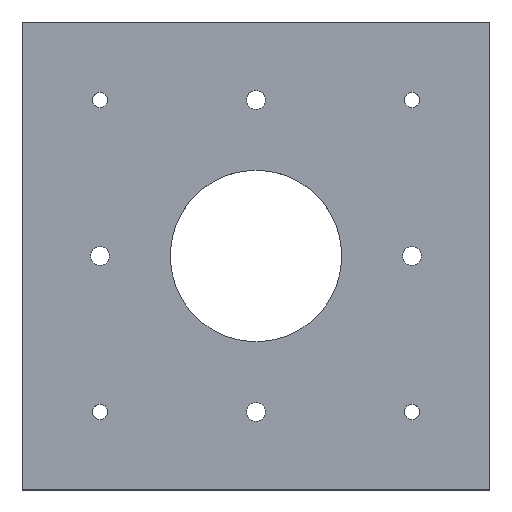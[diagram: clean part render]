
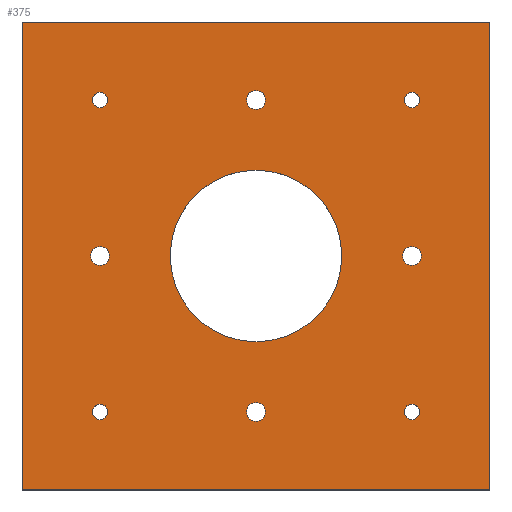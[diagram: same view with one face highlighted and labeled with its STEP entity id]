
A CAD part, top view. The second image highlights one B-rep face of the part: STEP entity #375.
In plain terms, the highlighted planar face has unit normal (0, 0, 1).
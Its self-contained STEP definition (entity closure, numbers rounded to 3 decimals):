
#28=FACE_BOUND('',#96,.T.);
#29=FACE_BOUND('',#97,.T.);
#30=FACE_BOUND('',#98,.T.);
#31=FACE_BOUND('',#99,.T.);
#32=FACE_BOUND('',#100,.T.);
#33=FACE_BOUND('',#101,.T.);
#34=FACE_BOUND('',#102,.T.);
#35=FACE_BOUND('',#103,.T.);
#36=FACE_BOUND('',#104,.T.);
#46=CIRCLE('',#397,2.5);
#47=CIRCLE('',#398,2.5);
#48=CIRCLE('',#399,2.5);
#49=CIRCLE('',#400,2.5);
#50=CIRCLE('',#401,3.);
#51=CIRCLE('',#402,3.);
#52=CIRCLE('',#403,3.);
#53=CIRCLE('',#404,3.);
#54=CIRCLE('',#405,27.5);
#76=FACE_OUTER_BOUND('',#95,.T.);
#95=EDGE_LOOP('',(#279,#280,#281,#282));
#96=EDGE_LOOP('',(#283));
#97=EDGE_LOOP('',(#284));
#98=EDGE_LOOP('',(#285));
#99=EDGE_LOOP('',(#286));
#100=EDGE_LOOP('',(#287));
#101=EDGE_LOOP('',(#288));
#102=EDGE_LOOP('',(#289));
#103=EDGE_LOOP('',(#290));
#104=EDGE_LOOP('',(#291));
#130=LINE('',#562,#155);
#133=LINE('',#568,#158);
#136=LINE('',#574,#161);
#139=LINE('',#578,#164);
#155=VECTOR('',#443,150.);
#158=VECTOR('',#448,150.);
#161=VECTOR('',#453,150.);
#164=VECTOR('',#458,150.);
#180=VERTEX_POINT('',#559);
#181=VERTEX_POINT('',#561);
#183=VERTEX_POINT('',#567);
#185=VERTEX_POINT('',#573);
#186=VERTEX_POINT('',#580);
#187=VERTEX_POINT('',#582);
#188=VERTEX_POINT('',#584);
#189=VERTEX_POINT('',#586);
#190=VERTEX_POINT('',#588);
#191=VERTEX_POINT('',#590);
#192=VERTEX_POINT('',#592);
#193=VERTEX_POINT('',#594);
#194=VERTEX_POINT('',#596);
#214=EDGE_CURVE('',#180,#181,#130,.T.);
#217=EDGE_CURVE('',#181,#183,#133,.T.);
#220=EDGE_CURVE('',#183,#185,#136,.T.);
#223=EDGE_CURVE('',#185,#180,#139,.T.);
#224=EDGE_CURVE('',#186,#186,#46,.T.);
#225=EDGE_CURVE('',#187,#187,#47,.T.);
#226=EDGE_CURVE('',#188,#188,#48,.T.);
#227=EDGE_CURVE('',#189,#189,#49,.T.);
#228=EDGE_CURVE('',#190,#190,#50,.T.);
#229=EDGE_CURVE('',#191,#191,#51,.T.);
#230=EDGE_CURVE('',#192,#192,#52,.T.);
#231=EDGE_CURVE('',#193,#193,#53,.T.);
#232=EDGE_CURVE('',#194,#194,#54,.T.);
#279=ORIENTED_EDGE('',*,*,#214,.F.);
#280=ORIENTED_EDGE('',*,*,#223,.F.);
#281=ORIENTED_EDGE('',*,*,#220,.F.);
#282=ORIENTED_EDGE('',*,*,#217,.F.);
#283=ORIENTED_EDGE('',*,*,#224,.T.);
#284=ORIENTED_EDGE('',*,*,#225,.T.);
#285=ORIENTED_EDGE('',*,*,#226,.T.);
#286=ORIENTED_EDGE('',*,*,#227,.T.);
#287=ORIENTED_EDGE('',*,*,#228,.T.);
#288=ORIENTED_EDGE('',*,*,#229,.T.);
#289=ORIENTED_EDGE('',*,*,#230,.T.);
#290=ORIENTED_EDGE('',*,*,#231,.T.);
#291=ORIENTED_EDGE('',*,*,#232,.F.);
#369=PLANE('',#396);
#375=ADVANCED_FACE('',(#76,#28,#29,#30,#31,#32,#33,#34,#35,#36),#369,.F.);
#396=AXIS2_PLACEMENT_3D('',#579,#459,#460);
#397=AXIS2_PLACEMENT_3D('',#581,#461,#462);
#398=AXIS2_PLACEMENT_3D('',#583,#463,#464);
#399=AXIS2_PLACEMENT_3D('',#585,#465,#466);
#400=AXIS2_PLACEMENT_3D('',#587,#467,#468);
#401=AXIS2_PLACEMENT_3D('',#589,#469,#470);
#402=AXIS2_PLACEMENT_3D('',#591,#471,#472);
#403=AXIS2_PLACEMENT_3D('',#593,#473,#474);
#404=AXIS2_PLACEMENT_3D('',#595,#475,#476);
#405=AXIS2_PLACEMENT_3D('',#597,#477,#478);
#443=DIRECTION('',(0.,-1.,0.));
#448=DIRECTION('',(-1.,0.,0.));
#453=DIRECTION('',(0.,1.,0.));
#458=DIRECTION('',(1.,0.,0.));
#459=DIRECTION('center_axis',(0.,0.,-1.));
#460=DIRECTION('ref_axis',(-1.,0.,0.));
#461=DIRECTION('center_axis',(0.,0.,-1.));
#462=DIRECTION('ref_axis',(-1.,0.,0.));
#463=DIRECTION('center_axis',(0.,0.,-1.));
#464=DIRECTION('ref_axis',(-1.,0.,0.));
#465=DIRECTION('center_axis',(0.,0.,-1.));
#466=DIRECTION('ref_axis',(-1.,0.,0.));
#467=DIRECTION('center_axis',(0.,0.,-1.));
#468=DIRECTION('ref_axis',(-1.,0.,0.));
#469=DIRECTION('center_axis',(0.,0.,-1.));
#470=DIRECTION('ref_axis',(-1.,0.,0.));
#471=DIRECTION('center_axis',(0.,0.,-1.));
#472=DIRECTION('ref_axis',(-1.,0.,0.));
#473=DIRECTION('center_axis',(0.,0.,-1.));
#474=DIRECTION('ref_axis',(-1.,0.,0.));
#475=DIRECTION('center_axis',(0.,0.,-1.));
#476=DIRECTION('ref_axis',(-1.,0.,0.));
#477=DIRECTION('center_axis',(0.,0.,1.));
#478=DIRECTION('ref_axis',(1.,0.,0.));
#559=CARTESIAN_POINT('',(75.,75.,10.));
#561=CARTESIAN_POINT('',(75.,-75.,10.));
#562=CARTESIAN_POINT('',(75.,75.,10.));
#567=CARTESIAN_POINT('',(-75.,-75.,10.));
#568=CARTESIAN_POINT('',(75.,-75.,10.));
#573=CARTESIAN_POINT('',(-75.,75.,10.));
#574=CARTESIAN_POINT('',(-75.,-75.,10.));
#578=CARTESIAN_POINT('',(-75.,75.,10.));
#579=CARTESIAN_POINT('Origin',(12.,11.,10.));
#580=CARTESIAN_POINT('',(47.5,50.,10.));
#581=CARTESIAN_POINT('Origin',(50.,50.,10.));
#582=CARTESIAN_POINT('',(47.5,-50.,10.));
#583=CARTESIAN_POINT('Origin',(50.,-50.,10.));
#584=CARTESIAN_POINT('',(-52.5,50.,10.));
#585=CARTESIAN_POINT('Origin',(-50.,50.,10.));
#586=CARTESIAN_POINT('',(-52.5,-50.,10.));
#587=CARTESIAN_POINT('Origin',(-50.,-50.,10.));
#588=CARTESIAN_POINT('',(47.,0.,10.));
#589=CARTESIAN_POINT('Origin',(50.,0.,10.));
#590=CARTESIAN_POINT('',(0.,-47.,10.));
#591=CARTESIAN_POINT('Origin',(0.,-50.,10.));
#592=CARTESIAN_POINT('',(-47.,0.,10.));
#593=CARTESIAN_POINT('Origin',(-50.,0.,10.));
#594=CARTESIAN_POINT('',(0.,47.,10.));
#595=CARTESIAN_POINT('Origin',(0.,50.,10.));
#596=CARTESIAN_POINT('',(27.5,0.,10.));
#597=CARTESIAN_POINT('Origin',(0.,0.,10.));
